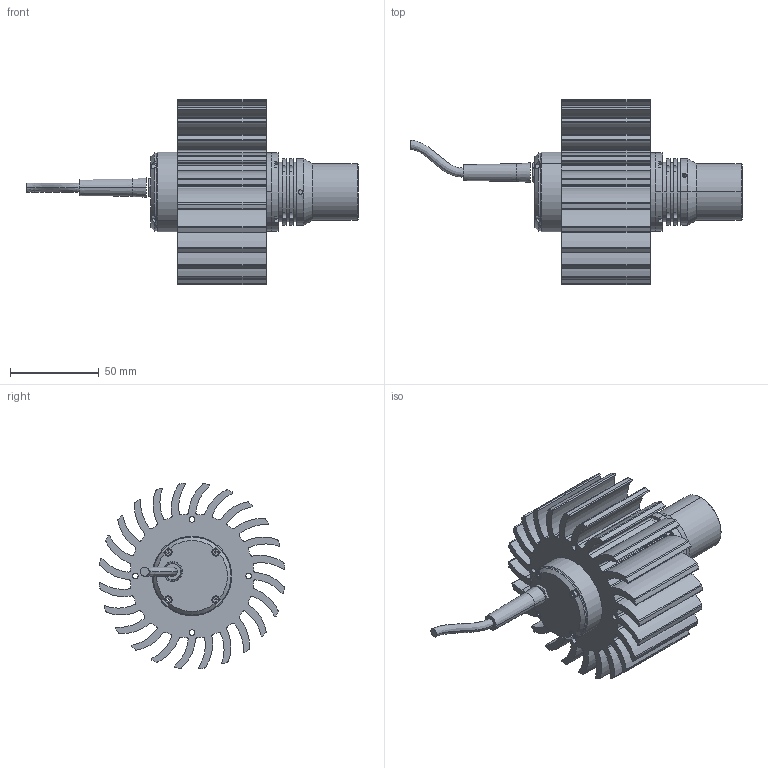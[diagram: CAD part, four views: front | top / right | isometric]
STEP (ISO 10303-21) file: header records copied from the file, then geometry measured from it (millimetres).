
FILE_DESCRIPTION (( 'STEP AP203' ), '1' );
FILE_NAME ('DP25646-A_LTPRXP-R.step', '2022-01-21T08:11:00', ( '' ), ( '' ), 'SwSTEP 2.0', 'SolidWorks 2021', '' );
FILE_SCHEMA (( 'CONFIG_CONTROL_DESIGN' ));
Length unit declared in the file: millimetre
Products named in the file (1): DP25646-A_LTPRXP-R
Bounding box: 187.2 x 104.68 x 104.68 mm (x, y, z)
Surface area: 84496.4 mm2 (no closed solid volume)
Topology: 0 solids, 27 shells, 476 faces, 1411 edges, 952 vertices
Faces by surface type: cylinder 314, plane 102, cone 33, torus 16, bspline 11
Entity records: 16810 total; most frequent: CARTESIAN_POINT 3489, DIRECTION 3068, ORIENTED_EDGE 2573, EDGE_CURVE 1399, AXIS2_PLACEMENT_3D 1263, VERTEX_POINT 952, CIRCLE 797, VECTOR 542
